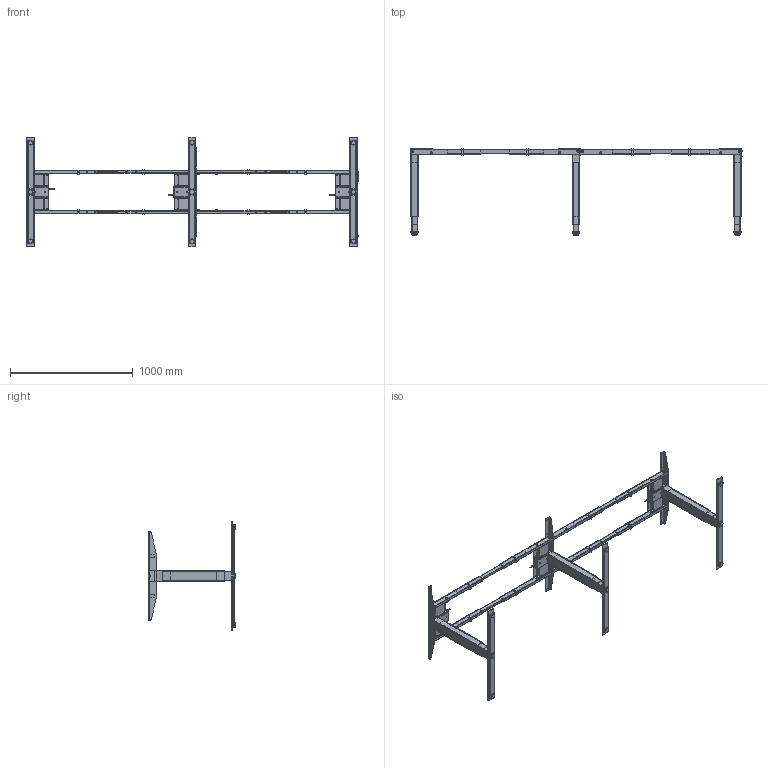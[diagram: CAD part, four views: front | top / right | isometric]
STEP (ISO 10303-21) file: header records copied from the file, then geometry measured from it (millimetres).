
FILE_DESCRIPTION (( 'STEP AP203' ), '1' );
FILE_NAME ('A3CCK553215AxxG Aero A-3 3c_3S foot 890.STEP', '2023-04-06T12:48:25', ( '' ), ( '' ), 'SwSTEP 2.0', 'SolidWorks 2021', '' );
FILE_SCHEMA (( 'CONFIG_CONTROL_DESIGN' ));
Products named in the file (1): A3CCK553215AxxG Aero A-3 3c_3S foot 890
Bounding box: 2700 x 705 x 890 mm (x, y, z)
Surface area: 4419296 mm2 (no closed solid volume)
Topology: 0 solids, 406 shells, 1587 faces, 9266 edges, 7937 vertices
Faces by surface type: plane 746, cylinder 542, cone 133, torus 128, bspline 38
Entity records: 104304 total; most frequent: CARTESIAN_POINT 36508, DIRECTION 13348, ORIENTED_EDGE 11190, EDGE_CURVE 9262, VERTEX_POINT 7937, VECTOR 4578, LINE 4578, AXIS2_PLACEMENT_3D 4385
